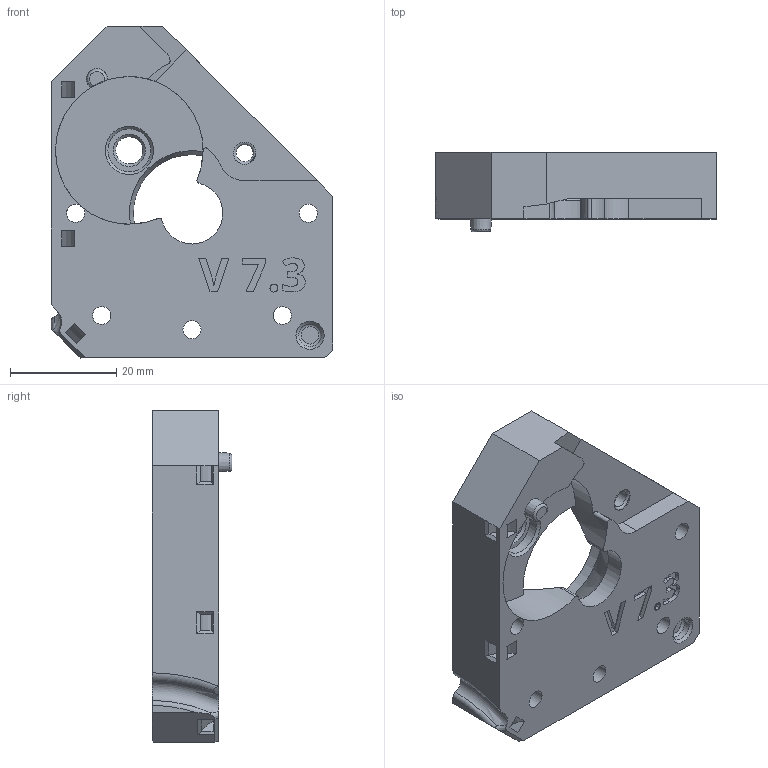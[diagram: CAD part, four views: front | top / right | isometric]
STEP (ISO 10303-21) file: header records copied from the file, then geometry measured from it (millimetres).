
FILE_DESCRIPTION(/* description */ ('STEP AP242','CAx-IF Rec.Pracs.---Representation and Presentation of Product Manufacturing Information (PMI)---4.0---2014-10-13','CAx-IF Rec.Pracs.---3D Tessellated Geometry---0.4---2014-09-14','2;1'),/* implementation_level */ '2;1');
FILE_NAME(/* name */ '61e194e70802a603c997f24c',/* time_stamp */ '2022-01-14T15:21:12+00:00',/* author */ (''),/* organization */ (''),/* preprocessor_version */ 'ST-DEVELOPER v18.101',/* originating_system */ ' ',/* authorisation */ ' ');
FILE_SCHEMA (('AP242_MANAGED_MODEL_BASED_3D_ENGINEERING_MIM_LF { 1 0 10303 442 1 1 4 }'));
Length unit declared in the file: metre
Products named in the file (1): extrusor_mini_3dvfos_Cover v1
Bounding box: 53 x 15 x 62.5 mm (x, y, z)
Volume: 23932.5 mm3; surface area: 9492.7 mm2
Topology: 1 solids, 1 shells, 170 faces, 479 edges, 313 vertices
Faces by surface type: plane 91, bspline 34, cylinder 33, torus 6, cone 6
Full cylindrical faces by diameter (mm): 3.2 x1, 3.4 x5, 4.2 x1, 4.3 x1, 5.1 x1, 6.4 x2, 8.1 x1, 22.5 x1
Entity records: 5692 total; most frequent: CARTESIAN_POINT 1521, ORIENTED_EDGE 908, DIRECTION 752, EDGE_CURVE 454, VERTEX_POINT 307, LINE 256, VECTOR 256, AXIS2_PLACEMENT_3D 248
